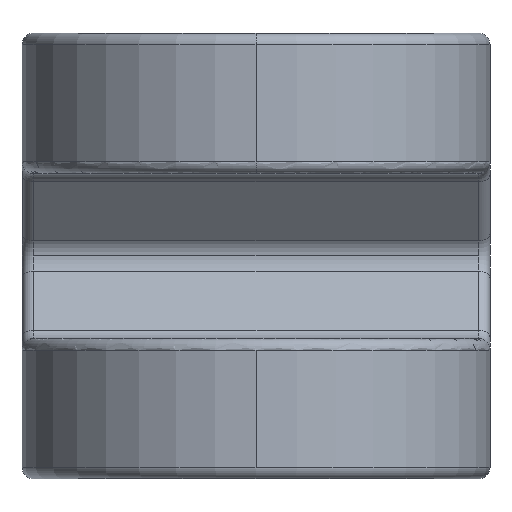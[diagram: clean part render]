
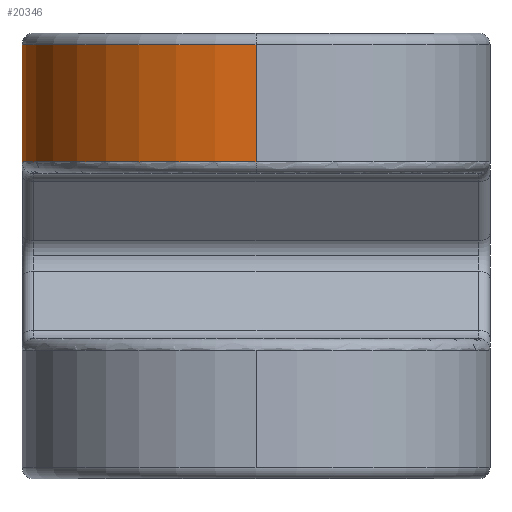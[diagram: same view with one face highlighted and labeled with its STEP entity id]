
A CAD part, left-side view. The second image highlights one B-rep face of the part: STEP entity #20346.
In plain terms, the highlighted cylindrical face has radius 10 mm (diameter 20 mm), a partial arc.
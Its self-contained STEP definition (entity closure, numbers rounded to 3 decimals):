
#74 = ORIENTED_EDGE ( 'NONE', *, *, #23917, .F. ) ;
#843 = DIRECTION ( 'NONE',  ( -1., 0., 0. ) ) ;
#1653 = VECTOR ( 'NONE', #13427, 1000. ) ;
#1677 = AXIS2_PLACEMENT_3D ( 'NONE', #23461, #21635, #843 ) ;
#1772 = DIRECTION ( 'NONE',  ( -1., 0., 0. ) ) ;
#2610 = AXIS2_PLACEMENT_3D ( 'NONE', #5501, #15103, #15004 ) ;
#3434 = CARTESIAN_POINT ( 'NONE',  ( 0., 10., 13.05 ) ) ;
#3585 = CARTESIAN_POINT ( 'NONE',  ( 0., 0., 13.05 ) ) ;
#4500 = ORIENTED_EDGE ( 'NONE', *, *, #22945, .T. ) ;
#5497 = CIRCLE ( 'NONE', #2610, 10. ) ;
#5501 = CARTESIAN_POINT ( 'NONE',  ( 0., 0., 18.55 ) ) ;
#5552 = CARTESIAN_POINT ( 'NONE',  ( 0., 10., 18.55 ) ) ;
#5856 = VERTEX_POINT ( 'NONE', #11410 ) ;
#5859 = EDGE_CURVE ( 'NONE', #7306, #13291, #22484, .T. ) ;
#7306 = VERTEX_POINT ( 'NONE', #10477 ) ;
#7557 = DIRECTION ( 'NONE',  ( 0., 0., 1. ) ) ;
#9332 = EDGE_CURVE ( 'NONE', #5856, #7306, #22932, .T. ) ;
#9493 = FACE_OUTER_BOUND ( 'NONE', #9931, .T. ) ;
#9931 = EDGE_LOOP ( 'NONE', ( #13977, #22349, #4500, #74 ) ) ;
#10477 = CARTESIAN_POINT ( 'NONE',  ( -10., 0., 13.55 ) ) ;
#11410 = CARTESIAN_POINT ( 'NONE',  ( 0., 10., 13.55 ) ) ;
#13291 = VERTEX_POINT ( 'NONE', #18348 ) ;
#13427 = DIRECTION ( 'NONE',  ( 0., 0., 1. ) ) ;
#13977 = ORIENTED_EDGE ( 'NONE', *, *, #9332, .T. ) ;
#15004 = DIRECTION ( 'NONE',  ( -1., 0., 0. ) ) ;
#15103 = DIRECTION ( 'NONE',  ( 0., 0., -1. ) ) ;
#17186 = CARTESIAN_POINT ( 'NONE',  ( -10., 0., 13.05 ) ) ;
#18031 = AXIS2_PLACEMENT_3D ( 'NONE', #3585, #7557, #1772 ) ;
#18348 = CARTESIAN_POINT ( 'NONE',  ( -10., 0., 18.55 ) ) ;
#19495 = VECTOR ( 'NONE', #22322, 1000. ) ;
#20346 = ADVANCED_FACE ( 'NONE', ( #9493 ), #21423, .T. ) ;
#21423 = CYLINDRICAL_SURFACE ( 'NONE', #18031, 10. ) ;
#21635 = DIRECTION ( 'NONE',  ( 0., 0., 1. ) ) ;
#22322 = DIRECTION ( 'NONE',  ( 0., 0., 1. ) ) ;
#22349 = ORIENTED_EDGE ( 'NONE', *, *, #5859, .T. ) ;
#22484 = LINE ( 'NONE', #17186, #1653 ) ;
#22758 = LINE ( 'NONE', #3434, #19495 ) ;
#22932 = CIRCLE ( 'NONE', #1677, 10. ) ;
#22945 = EDGE_CURVE ( 'NONE', #13291, #23559, #5497, .T. ) ;
#23461 = CARTESIAN_POINT ( 'NONE',  ( 0., 0., 13.55 ) ) ;
#23559 = VERTEX_POINT ( 'NONE', #5552 ) ;
#23917 = EDGE_CURVE ( 'NONE', #5856, #23559, #22758, .T. ) ;
